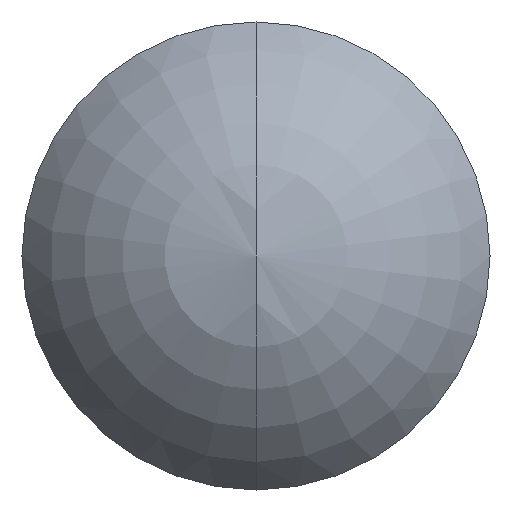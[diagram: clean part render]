
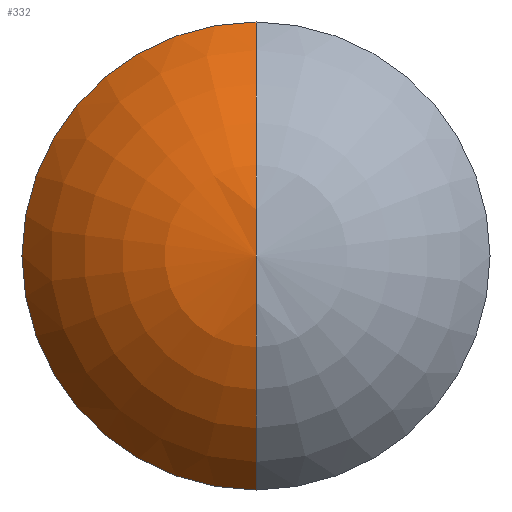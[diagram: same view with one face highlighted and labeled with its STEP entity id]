
A CAD part, front view. The second image highlights one B-rep face of the part: STEP entity #332.
In plain terms, the highlighted toroidal (fillet/blend) face has major radius 0.071 mm and minor radius 6 mm.
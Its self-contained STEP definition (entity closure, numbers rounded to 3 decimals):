
#68 = DIRECTION ( 'NONE',  ( 0., -1., 0. ) ) ;
#109 = CARTESIAN_POINT ( 'NONE',  ( 0.329, -41.8, 0. ) ) ;
#111 = TOROIDAL_SURFACE ( 'NONE', #3079, -0.071, 6. ) ;
#112 = AXIS2_PLACEMENT_3D ( 'NONE', #1217, #4206, #4153 ) ;
#332 = ADVANCED_FACE ( 'Defeature ausgef�hrt2_10', ( #2543 ), #111, .T. ) ;
#443 = VERTEX_POINT ( 'NONE', #3730 ) ;
#446 = EDGE_CURVE ( 'NONE', #5507, #2400, #4632, .T. ) ;
#691 = EDGE_LOOP ( 'NONE', ( #1006, #4517, #2245 ) ) ;
#722 = EDGE_CURVE ( 'NONE', #443, #2400, #3056, .T. ) ;
#762 = CIRCLE ( 'NONE', #3273, 5. ) ;
#843 = DIRECTION ( 'NONE',  ( 0., -1., 0. ) ) ;
#985 = DIRECTION ( 'NONE',  ( 0., 0., -1. ) ) ;
#1006 = ORIENTED_EDGE ( 'NONE', *, *, #722, .F. ) ;
#1217 = CARTESIAN_POINT ( 'NONE',  ( 0.329, -41.8, -0.071 ) ) ;
#1237 = DIRECTION ( 'NONE',  ( -1., 0., 0. ) ) ;
#1304 = CARTESIAN_POINT ( 'NONE',  ( 0.329, -45.007, 0. ) ) ;
#1634 = DIRECTION ( 'NONE',  ( 0., 0., 1. ) ) ;
#1658 = CARTESIAN_POINT ( 'NONE',  ( 0.329, -47.8, 0. ) ) ;
#2245 = ORIENTED_EDGE ( 'NONE', *, *, #446, .T. ) ;
#2400 = VERTEX_POINT ( 'NONE', #1658 ) ;
#2543 = FACE_OUTER_BOUND ( 'NONE', #691, .T. ) ;
#3056 = CIRCLE ( 'NONE', #112, 6. ) ;
#3079 = AXIS2_PLACEMENT_3D ( 'NONE', #109, #68, #985 ) ;
#3273 = AXIS2_PLACEMENT_3D ( 'NONE', #1304, #843, #4269 ) ;
#3384 = AXIS2_PLACEMENT_3D ( 'NONE', #4636, #1237, #1634 ) ;
#3403 = EDGE_CURVE ( 'Defeature ausgef�hrt2_10+Defeature ausgef�hrt2_9+Defeature ausgef�hrt2_9+Defeature ausgef�hrt2_9', #443, #5507, #762, .T. ) ;
#3561 = CARTESIAN_POINT ( 'NONE',  ( 0.329, -45.007, -5. ) ) ;
#3730 = CARTESIAN_POINT ( 'NONE',  ( 0.329, -45.007, 5. ) ) ;
#4153 = DIRECTION ( 'NONE',  ( 0., 0., -1. ) ) ;
#4206 = DIRECTION ( 'NONE',  ( 1., 0., 0. ) ) ;
#4269 = DIRECTION ( 'NONE',  ( 0., 0., 1. ) ) ;
#4517 = ORIENTED_EDGE ( 'NONE', *, *, #3403, .T. ) ;
#4632 = CIRCLE ( 'NONE', #3384, 6. ) ;
#4636 = CARTESIAN_POINT ( 'NONE',  ( 0.329, -41.8, 0.071 ) ) ;
#5507 = VERTEX_POINT ( 'NONE', #3561 ) ;
